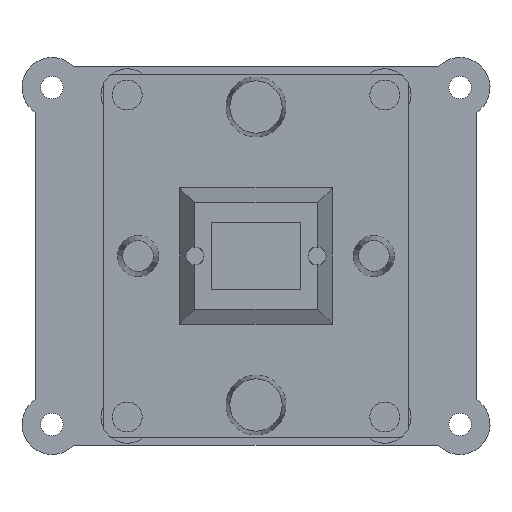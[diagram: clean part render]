
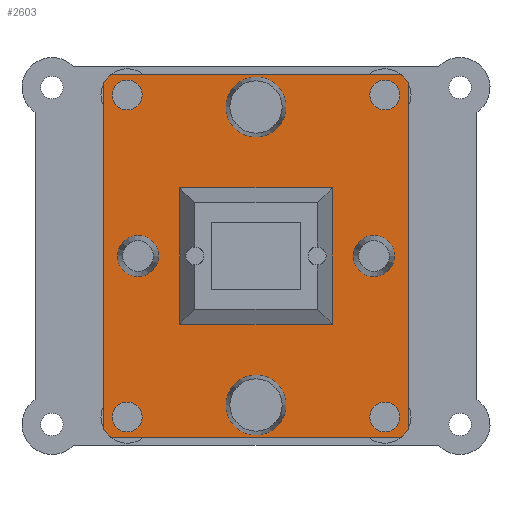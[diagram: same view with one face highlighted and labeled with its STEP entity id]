
A CAD part, front view. The second image highlights one B-rep face of the part: STEP entity #2603.
In plain terms, the highlighted planar face has unit normal (0, -1, 0).
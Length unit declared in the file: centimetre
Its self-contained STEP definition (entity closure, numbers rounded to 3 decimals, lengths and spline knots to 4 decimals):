
#65=FACE_BOUND('',#468,.T.);
#66=FACE_BOUND('',#469,.T.);
#67=FACE_BOUND('',#470,.T.);
#68=FACE_BOUND('',#471,.T.);
#69=FACE_BOUND('',#472,.T.);
#70=FACE_BOUND('',#473,.T.);
#71=FACE_BOUND('',#474,.T.);
#72=FACE_BOUND('',#475,.T.);
#73=FACE_BOUND('',#476,.T.);
#144=PLANE('',#2857);
#281=FACE_OUTER_BOUND('',#467,.T.);
#467=EDGE_LOOP('',(#2172,#2173,#2174,#2175,#2176,#2177,#2178,#2179));
#468=EDGE_LOOP('',(#2180));
#469=EDGE_LOOP('',(#2181));
#470=EDGE_LOOP('',(#2182));
#471=EDGE_LOOP('',(#2183));
#472=EDGE_LOOP('',(#2184));
#473=EDGE_LOOP('',(#2185));
#474=EDGE_LOOP('',(#2186));
#475=EDGE_LOOP('',(#2187));
#476=EDGE_LOOP('',(#2188,#2189,#2190,#2191));
#643=LINE('',#4072,#885);
#689=LINE('',#4202,#931);
#693=LINE('',#4208,#935);
#697=LINE('',#4215,#939);
#699=LINE('',#4222,#941);
#700=LINE('',#4226,#942);
#701=LINE('',#4230,#943);
#702=LINE('',#4234,#944);
#885=VECTOR('',#3305,1.);
#931=VECTOR('',#3433,1.);
#935=VECTOR('',#3439,1.);
#939=VECTOR('',#3447,1.);
#941=VECTOR('',#3455,1.);
#942=VECTOR('',#3458,1.);
#943=VECTOR('',#3461,1.);
#944=VECTOR('',#3464,1.);
#1091=CIRCLE('',#2813,0.1375);
#1093=CIRCLE('',#2817,0.1375);
#1095=CIRCLE('',#2821,0.2);
#1097=CIRCLE('',#2825,0.2);
#1099=CIRCLE('',#2829,0.05);
#1101=CIRCLE('',#2832,0.05);
#1103=CIRCLE('',#2835,0.05);
#1105=CIRCLE('',#2838,0.05);
#1106=CIRCLE('',#2858,0.175);
#1107=CIRCLE('',#2859,0.175);
#1108=CIRCLE('',#2860,0.175);
#1109=CIRCLE('',#2861,0.175);
#1247=VERTEX_POINT('',#4069);
#1248=VERTEX_POINT('',#4071);
#1251=VERTEX_POINT('',#4079);
#1253=VERTEX_POINT('',#4086);
#1255=VERTEX_POINT('',#4093);
#1257=VERTEX_POINT('',#4100);
#1259=VERTEX_POINT('',#4107);
#1261=VERTEX_POINT('',#4113);
#1263=VERTEX_POINT('',#4119);
#1265=VERTEX_POINT('',#4125);
#1290=VERTEX_POINT('',#4199);
#1291=VERTEX_POINT('',#4201);
#1294=VERTEX_POINT('',#4220);
#1295=VERTEX_POINT('',#4221);
#1296=VERTEX_POINT('',#4223);
#1297=VERTEX_POINT('',#4225);
#1298=VERTEX_POINT('',#4227);
#1299=VERTEX_POINT('',#4229);
#1300=VERTEX_POINT('',#4231);
#1301=VERTEX_POINT('',#4233);
#1536=EDGE_CURVE('',#1248,#1247,#643,.T.);
#1541=EDGE_CURVE('',#1251,#1251,#1091,.T.);
#1544=EDGE_CURVE('',#1253,#1253,#1093,.T.);
#1547=EDGE_CURVE('',#1255,#1255,#1095,.T.);
#1550=EDGE_CURVE('',#1257,#1257,#1097,.T.);
#1553=EDGE_CURVE('',#1259,#1259,#1099,.T.);
#1556=EDGE_CURVE('',#1261,#1261,#1101,.T.);
#1559=EDGE_CURVE('',#1263,#1263,#1103,.T.);
#1562=EDGE_CURVE('',#1265,#1265,#1105,.T.);
#1598=EDGE_CURVE('',#1291,#1290,#689,.T.);
#1602=EDGE_CURVE('',#1290,#1248,#693,.T.);
#1606=EDGE_CURVE('',#1247,#1291,#697,.T.);
#1608=EDGE_CURVE('',#1294,#1295,#699,.T.);
#1609=EDGE_CURVE('',#1295,#1296,#1106,.T.);
#1610=EDGE_CURVE('',#1296,#1297,#700,.T.);
#1611=EDGE_CURVE('',#1297,#1298,#1107,.T.);
#1612=EDGE_CURVE('',#1298,#1299,#701,.T.);
#1613=EDGE_CURVE('',#1299,#1300,#1108,.T.);
#1614=EDGE_CURVE('',#1300,#1301,#702,.T.);
#1615=EDGE_CURVE('',#1301,#1294,#1109,.T.);
#2172=ORIENTED_EDGE('',*,*,#1608,.T.);
#2173=ORIENTED_EDGE('',*,*,#1609,.T.);
#2174=ORIENTED_EDGE('',*,*,#1610,.T.);
#2175=ORIENTED_EDGE('',*,*,#1611,.T.);
#2176=ORIENTED_EDGE('',*,*,#1612,.T.);
#2177=ORIENTED_EDGE('',*,*,#1613,.T.);
#2178=ORIENTED_EDGE('',*,*,#1614,.T.);
#2179=ORIENTED_EDGE('',*,*,#1615,.T.);
#2180=ORIENTED_EDGE('',*,*,#1541,.T.);
#2181=ORIENTED_EDGE('',*,*,#1544,.T.);
#2182=ORIENTED_EDGE('',*,*,#1547,.T.);
#2183=ORIENTED_EDGE('',*,*,#1550,.T.);
#2184=ORIENTED_EDGE('',*,*,#1553,.T.);
#2185=ORIENTED_EDGE('',*,*,#1556,.T.);
#2186=ORIENTED_EDGE('',*,*,#1559,.T.);
#2187=ORIENTED_EDGE('',*,*,#1562,.T.);
#2188=ORIENTED_EDGE('',*,*,#1606,.T.);
#2189=ORIENTED_EDGE('',*,*,#1598,.T.);
#2190=ORIENTED_EDGE('',*,*,#1602,.T.);
#2191=ORIENTED_EDGE('',*,*,#1536,.T.);
#2603=ADVANCED_FACE('',(#281,#65,#66,#67,#68,#69,#70,#71,#72,#73),#144,
 .T.);
#2813=AXIS2_PLACEMENT_3D('',#4081,#3313,#3314);
#2817=AXIS2_PLACEMENT_3D('',#4088,#3322,#3323);
#2821=AXIS2_PLACEMENT_3D('',#4095,#3331,#3332);
#2825=AXIS2_PLACEMENT_3D('',#4102,#3340,#3341);
#2829=AXIS2_PLACEMENT_3D('',#4109,#3349,#3350);
#2832=AXIS2_PLACEMENT_3D('',#4115,#3356,#3357);
#2835=AXIS2_PLACEMENT_3D('',#4121,#3363,#3364);
#2838=AXIS2_PLACEMENT_3D('',#4127,#3370,#3371);
#2857=AXIS2_PLACEMENT_3D('',#4219,#3453,#3454);
#2858=AXIS2_PLACEMENT_3D('',#4224,#3456,#3457);
#2859=AXIS2_PLACEMENT_3D('',#4228,#3459,#3460);
#2860=AXIS2_PLACEMENT_3D('',#4232,#3462,#3463);
#2861=AXIS2_PLACEMENT_3D('',#4235,#3465,#3466);
#3305=DIRECTION('',(0.,0.,1.));
#3313=DIRECTION('center_axis',(0.,1.,0.));
#3314=DIRECTION('ref_axis',(-1.,0.,0.));
#3322=DIRECTION('center_axis',(0.,1.,0.));
#3323=DIRECTION('ref_axis',(-1.,0.,0.));
#3331=DIRECTION('center_axis',(0.,1.,0.));
#3332=DIRECTION('ref_axis',(-1.,0.,0.));
#3340=DIRECTION('center_axis',(0.,1.,0.));
#3341=DIRECTION('ref_axis',(-1.,0.,0.));
#3349=DIRECTION('center_axis',(0.,1.,0.));
#3350=DIRECTION('ref_axis',(1.,0.,0.));
#3356=DIRECTION('center_axis',(0.,1.,0.));
#3357=DIRECTION('ref_axis',(1.,0.,0.));
#3363=DIRECTION('center_axis',(0.,1.,0.));
#3364=DIRECTION('ref_axis',(1.,0.,0.));
#3370=DIRECTION('center_axis',(0.,1.,0.));
#3371=DIRECTION('ref_axis',(1.,0.,0.));
#3433=DIRECTION('',(0.,0.,-1.));
#3439=DIRECTION('',(-1.,0.,0.));
#3447=DIRECTION('',(1.,0.,0.));
#3453=DIRECTION('center_axis',(0.,-1.,0.));
#3454=DIRECTION('ref_axis',(-1.,0.,0.));
#3455=DIRECTION('',(1.,0.,0.));
#3456=DIRECTION('center_axis',(0.,-1.,0.));
#3457=DIRECTION('ref_axis',(-1.,0.,0.));
#3458=DIRECTION('',(0.,0.,1.));
#3459=DIRECTION('center_axis',(0.,-1.,0.));
#3460=DIRECTION('ref_axis',(-1.,0.,0.));
#3461=DIRECTION('',(-1.,0.,0.));
#3462=DIRECTION('center_axis',(0.,-1.,0.));
#3463=DIRECTION('ref_axis',(1.,0.,0.));
#3464=DIRECTION('',(0.,0.,-1.));
#3465=DIRECTION('center_axis',(0.,-1.,0.));
#3466=DIRECTION('ref_axis',(-1.,0.,0.));
#4069=CARTESIAN_POINT('',(-0.51,-0.465,0.455));
#4071=CARTESIAN_POINT('',(-0.51,-0.465,-0.455));
#4072=CARTESIAN_POINT('',(-0.51,-0.465,0.2275));
#4079=CARTESIAN_POINT('',(-0.65,-0.465,0.));
#4081=CARTESIAN_POINT('Origin',(-0.7875,-0.465,0.));
#4086=CARTESIAN_POINT('',(0.925,-0.465,0.));
#4088=CARTESIAN_POINT('Origin',(0.7875,-0.465,0.));
#4093=CARTESIAN_POINT('',(0.2,-0.465,0.995));
#4095=CARTESIAN_POINT('Origin',(0.,-0.465,0.995));
#4100=CARTESIAN_POINT('',(0.2,-0.465,-0.995));
#4102=CARTESIAN_POINT('Origin',(0.,-0.465,-0.995));
#4107=CARTESIAN_POINT('',(0.81,-0.465,-1.075));
#4109=CARTESIAN_POINT('Origin',(0.86,-0.465,-1.075));
#4113=CARTESIAN_POINT('',(-0.91,-0.465,-1.075));
#4115=CARTESIAN_POINT('Origin',(-0.86,-0.465,-1.075));
#4119=CARTESIAN_POINT('',(0.81,-0.465,1.075));
#4121=CARTESIAN_POINT('Origin',(0.86,-0.465,1.075));
#4125=CARTESIAN_POINT('',(-0.91,-0.465,1.075));
#4127=CARTESIAN_POINT('Origin',(-0.86,-0.465,1.075));
#4199=CARTESIAN_POINT('',(0.51,-0.465,-0.455));
#4201=CARTESIAN_POINT('',(0.51,-0.465,0.455));
#4202=CARTESIAN_POINT('',(0.51,-0.465,-0.2275));
#4208=CARTESIAN_POINT('',(-0.255,-0.465,-0.455));
#4215=CARTESIAN_POINT('',(0.255,-0.465,0.455));
#4219=CARTESIAN_POINT('Origin',(0.,-0.465,0.));
#4220=CARTESIAN_POINT('',(-0.965,-0.465,-1.215));
#4221=CARTESIAN_POINT('',(0.965,-0.465,-1.215));
#4222=CARTESIAN_POINT('',(-1.015,-0.465,-1.215));
#4223=CARTESIAN_POINT('',(1.015,-0.465,-1.1562));
#4224=CARTESIAN_POINT('Origin',(0.86,-0.465,-1.075));
#4225=CARTESIAN_POINT('',(1.015,-0.465,1.1562));
#4226=CARTESIAN_POINT('',(1.015,-0.465,-1.215));
#4227=CARTESIAN_POINT('',(0.965,-0.465,1.215));
#4228=CARTESIAN_POINT('Origin',(0.86,-0.465,1.075));
#4229=CARTESIAN_POINT('',(-0.965,-0.465,1.215));
#4230=CARTESIAN_POINT('',(1.015,-0.465,1.215));
#4231=CARTESIAN_POINT('',(-1.015,-0.465,1.1562));
#4232=CARTESIAN_POINT('Origin',(-0.86,-0.465,1.075));
#4233=CARTESIAN_POINT('',(-1.015,-0.465,-1.1562));
#4234=CARTESIAN_POINT('',(-1.015,-0.465,1.215));
#4235=CARTESIAN_POINT('Origin',(-0.86,-0.465,-1.075));
